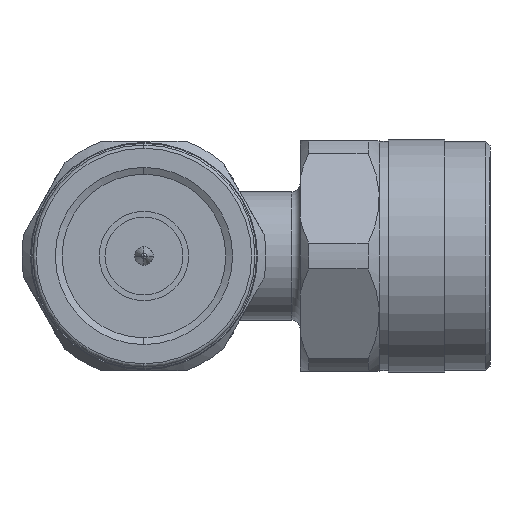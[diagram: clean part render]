
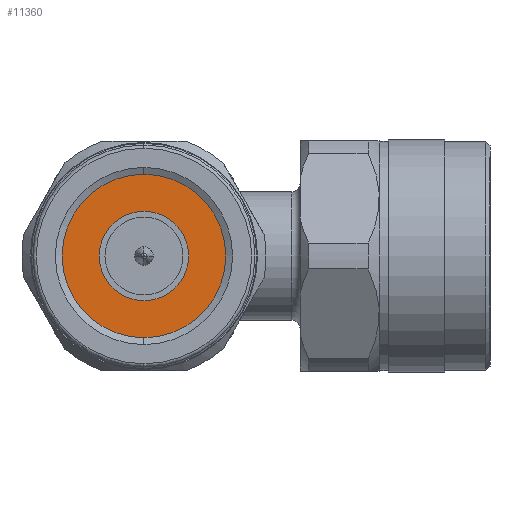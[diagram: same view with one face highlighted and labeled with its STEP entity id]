
A CAD part, left-side view. The second image highlights one B-rep face of the part: STEP entity #11360.
In plain terms, the highlighted planar face has unit normal (-1, 0, 0).
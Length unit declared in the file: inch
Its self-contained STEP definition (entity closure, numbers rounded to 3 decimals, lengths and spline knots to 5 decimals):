
#286 = FACE_BOUND ( 'NONE', #8453, .T. ) ;
#435 = DIRECTION ( 'NONE',  ( 1., 0., 0. ) ) ;
#665 = DIRECTION ( 'NONE',  ( 0., 0., -1. ) ) ;
#808 = EDGE_LOOP ( 'NONE', ( #7884, #5872 ) ) ;
#1625 = ORIENTED_EDGE ( 'NONE', *, *, #5322, .T. ) ;
#2701 = AXIS2_PLACEMENT_3D ( 'NONE', #15428, #10609, #6951 ) ;
#2803 = CIRCLE ( 'NONE', #6730, 0.34395 ) ;
#3284 = AXIS2_PLACEMENT_3D ( 'NONE', #7492, #16122, #4971 ) ;
#3404 = CARTESIAN_POINT ( 'NONE',  ( 0.35943, 0., 0.15748 ) ) ;
#3822 = DIRECTION ( 'NONE',  ( 0., 0., -1. ) ) ;
#4155 = EDGE_CURVE ( 'NONE', #8075, #7761, #2803, .T. ) ;
#4971 = DIRECTION ( 'NONE',  ( 0., 0., -1. ) ) ;
#5125 = PLANE ( 'NONE',  #3284 ) ;
#5322 = EDGE_CURVE ( 'NONE', #8144, #5853, #14199, .T. ) ;
#5711 = AXIS2_PLACEMENT_3D ( 'NONE', #8902, #10107, #3822 ) ;
#5853 = VERTEX_POINT ( 'NONE', #3404 ) ;
#5872 = ORIENTED_EDGE ( 'NONE', *, *, #14517, .F. ) ;
#6378 = CARTESIAN_POINT ( 'NONE',  ( 0.35943, 0., 0.34395 ) ) ;
#6512 = CARTESIAN_POINT ( 'NONE',  ( 0.35943, 0., 0. ) ) ;
#6675 = DIRECTION ( 'NONE',  ( 1., 0., 0. ) ) ;
#6730 = AXIS2_PLACEMENT_3D ( 'NONE', #6512, #435, #14105 ) ;
#6745 = AXIS2_PLACEMENT_3D ( 'NONE', #12874, #6675, #665 ) ;
#6951 = DIRECTION ( 'NONE',  ( 0., 0., -1. ) ) ;
#7492 = CARTESIAN_POINT ( 'NONE',  ( 0.35943, 0.34395, 0. ) ) ;
#7761 = VERTEX_POINT ( 'NONE', #6378 ) ;
#7884 = ORIENTED_EDGE ( 'NONE', *, *, #4155, .F. ) ;
#8075 = VERTEX_POINT ( 'NONE', #12631 ) ;
#8144 = VERTEX_POINT ( 'NONE', #14261 ) ;
#8453 = EDGE_LOOP ( 'NONE', ( #1625, #14478 ) ) ;
#8902 = CARTESIAN_POINT ( 'NONE',  ( 0.35943, 0., 0. ) ) ;
#9897 = CIRCLE ( 'NONE', #5711, 0.34395 ) ;
#10107 = DIRECTION ( 'NONE',  ( 1., 0., 0. ) ) ;
#10609 = DIRECTION ( 'NONE',  ( 1., 0., 0. ) ) ;
#11360 = ADVANCED_FACE ( 'NONE', ( #13696, #286 ), #5125, .F. ) ;
#11679 = CIRCLE ( 'NONE', #6745, 0.15748 ) ;
#12631 = CARTESIAN_POINT ( 'NONE',  ( 0.35943, 0., -0.34395 ) ) ;
#12874 = CARTESIAN_POINT ( 'NONE',  ( 0.35943, 0., 0. ) ) ;
#13631 = EDGE_CURVE ( 'NONE', #5853, #8144, #11679, .T. ) ;
#13696 = FACE_OUTER_BOUND ( 'NONE', #808, .T. ) ;
#14105 = DIRECTION ( 'NONE',  ( 0., 0., -1. ) ) ;
#14199 = CIRCLE ( 'NONE', #2701, 0.15748 ) ;
#14261 = CARTESIAN_POINT ( 'NONE',  ( 0.35943, 0., -0.15748 ) ) ;
#14478 = ORIENTED_EDGE ( 'NONE', *, *, #13631, .T. ) ;
#14517 = EDGE_CURVE ( 'NONE', #7761, #8075, #9897, .T. ) ;
#15428 = CARTESIAN_POINT ( 'NONE',  ( 0.35943, 0., 0. ) ) ;
#16122 = DIRECTION ( 'NONE',  ( 1., 0., 0. ) ) ;
